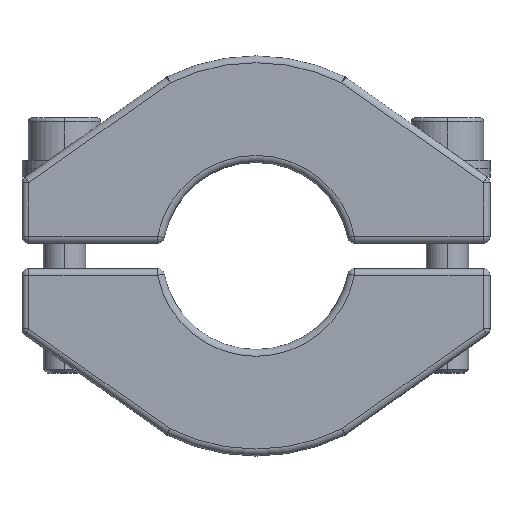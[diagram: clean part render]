
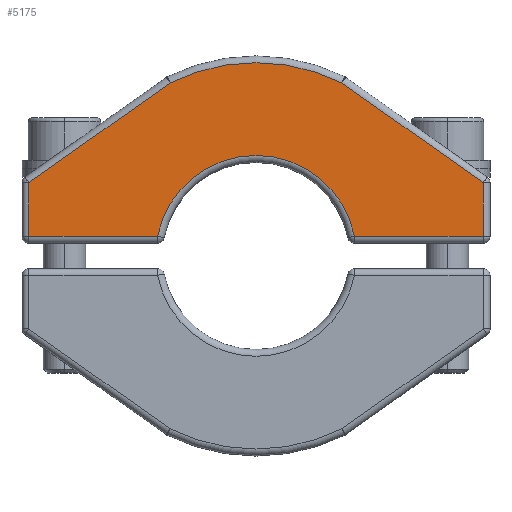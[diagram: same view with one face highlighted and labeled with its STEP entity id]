
A CAD part, top view. The second image highlights one B-rep face of the part: STEP entity #5175.
In plain terms, the highlighted planar face has unit normal (0, 0, 1).
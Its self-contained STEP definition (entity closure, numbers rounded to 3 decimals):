
#115 = LINE ( 'NONE', #6336, #8747 ) ;
#340 = CARTESIAN_POINT ( 'NONE',  ( 0., 0., 9. ) ) ;
#539 = VERTEX_POINT ( 'NONE', #1496 ) ;
#797 = ORIENTED_EDGE ( 'NONE', *, *, #1516, .T. ) ;
#861 = ORIENTED_EDGE ( 'NONE', *, *, #8461, .T. ) ;
#954 = CARTESIAN_POINT ( 'NONE',  ( 26.7, 8.586, 9. ) ) ;
#966 = EDGE_CURVE ( 'NONE', #6027, #3387, #115, .T. ) ;
#1070 = DIRECTION ( 'NONE',  ( -0.816, 0.577, 0. ) ) ;
#1177 = CARTESIAN_POINT ( 'NONE',  ( 26.7, 9., 9. ) ) ;
#1219 = DIRECTION ( 'NONE',  ( 1., 0., 0. ) ) ;
#1355 = LINE ( 'NONE', #1177, #4502 ) ;
#1496 = CARTESIAN_POINT ( 'NONE',  ( 10.088, 20.335, 9. ) ) ;
#1516 = EDGE_CURVE ( 'NONE', #9371, #539, #5052, .T. ) ;
#1567 = VECTOR ( 'NONE', #6374, 1000. ) ;
#1683 = CIRCLE ( 'NONE', #8842, 11.8 ) ;
#1846 = LINE ( 'NONE', #5469, #6142 ) ;
#1994 = CARTESIAN_POINT ( 'NONE',  ( 26.7, 2.3, 9. ) ) ;
#2050 = DIRECTION ( 'NONE',  ( 1., 0., 0. ) ) ;
#2201 = VECTOR ( 'NONE', #8449, 1000. ) ;
#2268 = FACE_OUTER_BOUND ( 'NONE', #3151, .T. ) ;
#2351 = CARTESIAN_POINT ( 'NONE',  ( 0., 0., 9. ) ) ;
#2449 = CARTESIAN_POINT ( 'NONE',  ( -26.7, 1.5, 9. ) ) ;
#2614 = CARTESIAN_POINT ( 'NONE',  ( 0., 0., 9. ) ) ;
#3151 = EDGE_LOOP ( 'NONE', ( #797, #8600, #7385, #10908, #861, #10428, #6785, #7578 ) ) ;
#3222 = DIRECTION ( 'NONE',  ( 1., 0., 0. ) ) ;
#3387 = VERTEX_POINT ( 'NONE', #1994 ) ;
#3487 = DIRECTION ( 'NONE',  ( 1., 0., 0. ) ) ;
#3753 = CARTESIAN_POINT ( 'NONE',  ( -11.574, 2.3, 9. ) ) ;
#3873 = VERTEX_POINT ( 'NONE', #6084 ) ;
#4095 = EDGE_CURVE ( 'NONE', #6387, #4803, #4533, .T. ) ;
#4488 = CARTESIAN_POINT ( 'NONE',  ( 11.574, 2.3, 9. ) ) ;
#4502 = VECTOR ( 'NONE', #5448, 1000. ) ;
#4533 = LINE ( 'NONE', #2449, #2201 ) ;
#4803 = VERTEX_POINT ( 'NONE', #6291 ) ;
#4825 = EDGE_CURVE ( 'NONE', #3387, #9371, #1355, .T. ) ;
#4910 = CARTESIAN_POINT ( 'NONE',  ( -26.7, 8.586, 9. ) ) ;
#5052 = LINE ( 'NONE', #6214, #9625 ) ;
#5175 = ADVANCED_FACE ( 'NONE', ( #2268 ), #10075, .F. ) ;
#5351 = EDGE_CURVE ( 'NONE', #539, #3873, #7375, .T. ) ;
#5448 = DIRECTION ( 'NONE',  ( 0., 1., 0. ) ) ;
#5469 = CARTESIAN_POINT ( 'NONE',  ( -10.897, 2.3, 9. ) ) ;
#6027 = VERTEX_POINT ( 'NONE', #4488 ) ;
#6084 = CARTESIAN_POINT ( 'NONE',  ( -10.088, 20.335, 9. ) ) ;
#6142 = VECTOR ( 'NONE', #7036, 1000. ) ;
#6214 = CARTESIAN_POINT ( 'NONE',  ( 10.038, 20.371, 9. ) ) ;
#6291 = CARTESIAN_POINT ( 'NONE',  ( -26.7, 2.3, 9. ) ) ;
#6336 = CARTESIAN_POINT ( 'NONE',  ( 27.5, 2.3, 9. ) ) ;
#6362 = DIRECTION ( 'NONE',  ( 0., 0., -1. ) ) ;
#6374 = DIRECTION ( 'NONE',  ( -0.816, -0.577, 0. ) ) ;
#6387 = VERTEX_POINT ( 'NONE', #4910 ) ;
#6785 = ORIENTED_EDGE ( 'NONE', *, *, #966, .T. ) ;
#7036 = DIRECTION ( 'NONE',  ( 1., 0., 0. ) ) ;
#7165 = EDGE_CURVE ( 'NONE', #8450, #6027, #1683, .T. ) ;
#7375 = CIRCLE ( 'NONE', #9251, 22.7 ) ;
#7385 = ORIENTED_EDGE ( 'NONE', *, *, #10285, .T. ) ;
#7578 = ORIENTED_EDGE ( 'NONE', *, *, #4825, .T. ) ;
#7710 = AXIS2_PLACEMENT_3D ( 'NONE', #2351, #8354, #3222 ) ;
#8354 = DIRECTION ( 'NONE',  ( 0., 0., -1. ) ) ;
#8449 = DIRECTION ( 'NONE',  ( 0., -1., 0. ) ) ;
#8450 = VERTEX_POINT ( 'NONE', #3753 ) ;
#8461 = EDGE_CURVE ( 'NONE', #4803, #8450, #1846, .T. ) ;
#8600 = ORIENTED_EDGE ( 'NONE', *, *, #5351, .T. ) ;
#8618 = DIRECTION ( 'NONE',  ( 0., 0., 1. ) ) ;
#8747 = VECTOR ( 'NONE', #2050, 1000. ) ;
#8842 = AXIS2_PLACEMENT_3D ( 'NONE', #340, #6362, #1219 ) ;
#9038 = CARTESIAN_POINT ( 'NONE',  ( -27.038, 8.347, 9. ) ) ;
#9251 = AXIS2_PLACEMENT_3D ( 'NONE', #2614, #8618, #3487 ) ;
#9371 = VERTEX_POINT ( 'NONE', #954 ) ;
#9625 = VECTOR ( 'NONE', #1070, 1000. ) ;
#10075 = PLANE ( 'NONE',  #7710 ) ;
#10285 = EDGE_CURVE ( 'NONE', #3873, #6387, #10733, .T. ) ;
#10428 = ORIENTED_EDGE ( 'NONE', *, *, #7165, .T. ) ;
#10733 = LINE ( 'NONE', #9038, #1567 ) ;
#10908 = ORIENTED_EDGE ( 'NONE', *, *, #4095, .T. ) ;
